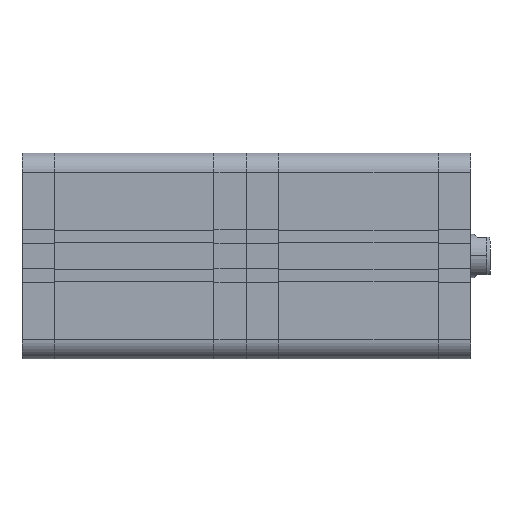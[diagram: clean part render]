
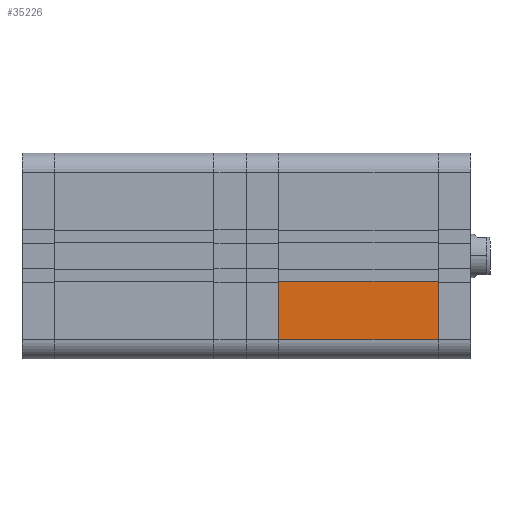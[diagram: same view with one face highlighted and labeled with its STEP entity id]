
A CAD part, front view. The second image highlights one B-rep face of the part: STEP entity #35226.
In plain terms, the highlighted planar face has unit normal (0, -1, 0).
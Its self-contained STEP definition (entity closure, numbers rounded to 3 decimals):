
#1167 = ORIENTED_EDGE ( 'NONE', *, *, #11395, .T. ) ;
#1720 = DIRECTION ( 'NONE',  ( 0., 0., 1. ) ) ;
#3311 = VERTEX_POINT ( 'NONE', #23407 ) ;
#4170 = FACE_OUTER_BOUND ( 'NONE', #16882, .T. ) ;
#4863 = VECTOR ( 'NONE', #22089, 1000. ) ;
#4915 = PLANE ( 'NONE',  #5849 ) ;
#5698 = CARTESIAN_POINT ( 'NONE',  ( 74.001, -47.75, -11.8 ) ) ;
#5849 = AXIS2_PLACEMENT_3D ( 'NONE', #24267, #24448, #1720 ) ;
#5855 = CARTESIAN_POINT ( 'NONE',  ( 74., -47.75, -11.8 ) ) ;
#6701 = LINE ( 'NONE', #31879, #11377 ) ;
#7038 = LINE ( 'NONE', #26382, #12065 ) ;
#7059 = VECTOR ( 'NONE', #28611, 1000. ) ;
#7810 = CARTESIAN_POINT ( 'NONE',  ( 74., -47.75, -47.75 ) ) ;
#9029 = ORIENTED_EDGE ( 'NONE', *, *, #31324, .F. ) ;
#10244 = ORIENTED_EDGE ( 'NONE', *, *, #29571, .T. ) ;
#11377 = VECTOR ( 'NONE', #32249, 1000. ) ;
#11395 = EDGE_CURVE ( 'NONE', #34972, #33854, #7038, .T. ) ;
#12065 = VECTOR ( 'NONE', #23760, 1000. ) ;
#16882 = EDGE_LOOP ( 'NONE', ( #31468, #10244, #1167, #9029 ) ) ;
#22089 = DIRECTION ( 'NONE',  ( 0., 0., -1. ) ) ;
#23407 = CARTESIAN_POINT ( 'NONE',  ( 0., -47.75, -11.8 ) ) ;
#23760 = DIRECTION ( 'NONE',  ( 1., 0., 0. ) ) ;
#24267 = CARTESIAN_POINT ( 'NONE',  ( 74., -47.75, -47.75 ) ) ;
#24448 = DIRECTION ( 'NONE',  ( 0., 1., 0. ) ) ;
#26382 = CARTESIAN_POINT ( 'NONE',  ( 74., -47.75, -38.75 ) ) ;
#27028 = VERTEX_POINT ( 'NONE', #5855 ) ;
#28611 = DIRECTION ( 'NONE',  ( -1., 0., 0. ) ) ;
#29571 = EDGE_CURVE ( 'NONE', #3311, #34972, #6701, .T. ) ;
#31324 = EDGE_CURVE ( 'NONE', #27028, #33854, #34272, .T. ) ;
#31430 = LINE ( 'NONE', #5698, #7059 ) ;
#31468 = ORIENTED_EDGE ( 'NONE', *, *, #34981, .T. ) ;
#31491 = CARTESIAN_POINT ( 'NONE',  ( 74., -47.75, -38.75 ) ) ;
#31796 = CARTESIAN_POINT ( 'NONE',  ( 0., -47.75, -38.75 ) ) ;
#31879 = CARTESIAN_POINT ( 'NONE',  ( 0., -47.75, -47.75 ) ) ;
#32249 = DIRECTION ( 'NONE',  ( 0., 0., -1. ) ) ;
#33854 = VERTEX_POINT ( 'NONE', #31491 ) ;
#34272 = LINE ( 'NONE', #7810, #4863 ) ;
#34972 = VERTEX_POINT ( 'NONE', #31796 ) ;
#34981 = EDGE_CURVE ( 'NONE', #27028, #3311, #31430, .T. ) ;
#35226 = ADVANCED_FACE ( 'NONE', ( #4170 ), #4915, .F. ) ;
